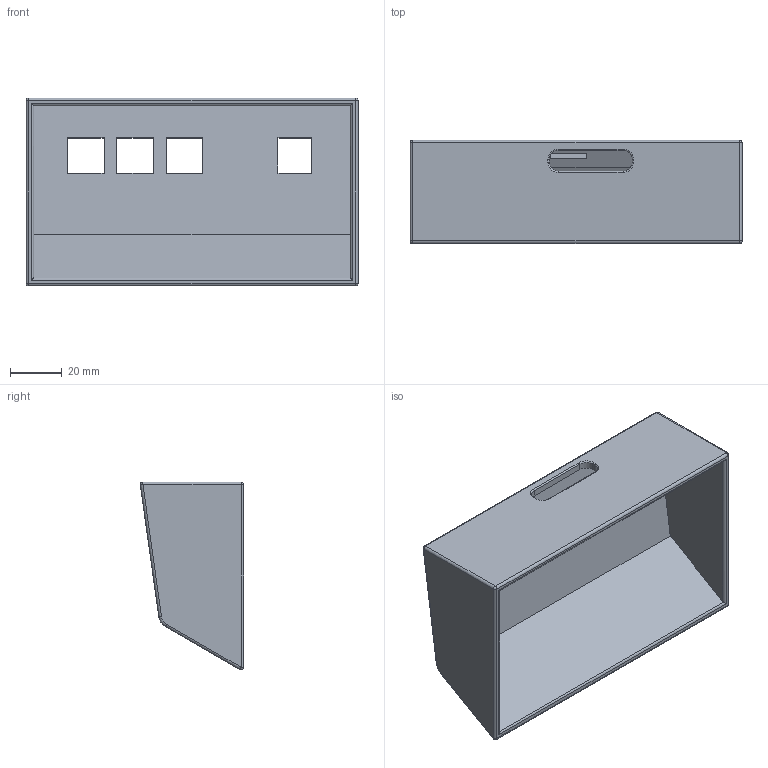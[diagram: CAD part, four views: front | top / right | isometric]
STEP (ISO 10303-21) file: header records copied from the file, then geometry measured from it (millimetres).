
FILE_DESCRIPTION (( 'STEP AP214' ), '1' );
FILE_NAME ('cnc.STEP', '2022-08-03T14:33:08', ( 'zhu52520' ), ( '' ), 'SwSTEP 2.0', 'SolidWorks 2022', '' );
FILE_SCHEMA (( 'AUTOMOTIVE_DESIGN' ));
Length unit declared in the file: millimetre
Products named in the file (1): cnc
Bounding box: 128 x 39.85 x 72.41 mm (x, y, z)
Volume: 56471.9 mm3; surface area: 39411.2 mm2
Topology: 1 solids, 1 shells, 67 faces, 166 edges, 96 vertices
Faces by surface type: plane 31, cylinder 24, torus 6, sphere 6
Entity records: 1958 total; most frequent: CARTESIAN_POINT 342, DIRECTION 336, ORIENTED_EDGE 320, EDGE_CURVE 160, AXIS2_PLACEMENT_3D 114, LINE 108, VECTOR 108, VERTEX_POINT 96
